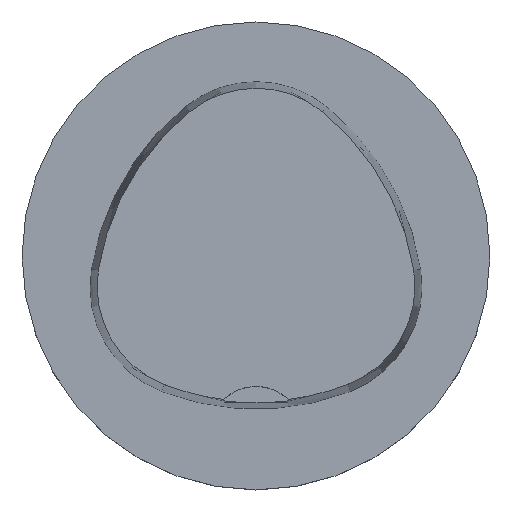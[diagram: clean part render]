
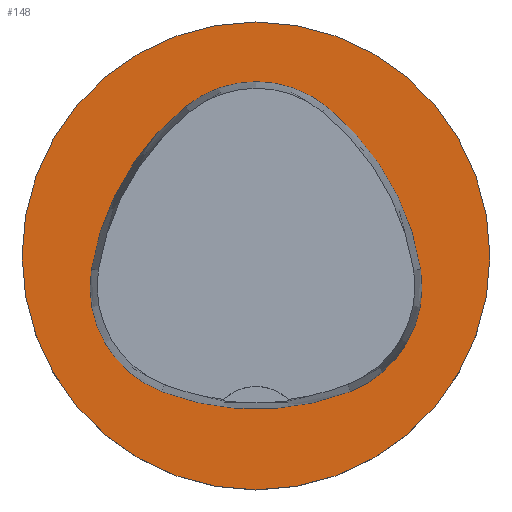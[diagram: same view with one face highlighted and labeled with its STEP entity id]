
A CAD part, top view. The second image highlights one B-rep face of the part: STEP entity #148.
In plain terms, the highlighted planar face has unit normal (0, 0, 1).
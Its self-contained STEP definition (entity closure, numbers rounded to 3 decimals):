
#106=PLANE('',#343);
#148=ADVANCED_FACE('',(#160,#161),#106,.T.);
#160=FACE_BOUND('',#177,.T.);
#161=FACE_BOUND('',#178,.T.);
#177=EDGE_LOOP('',(#226,#227,#228,#229,#230,#231));
#178=EDGE_LOOP('',(#232));
#226=ORIENTED_EDGE('',*,*,#289,.T.);
#227=ORIENTED_EDGE('',*,*,#269,.T.);
#228=ORIENTED_EDGE('',*,*,#273,.T.);
#229=ORIENTED_EDGE('',*,*,#276,.T.);
#230=ORIENTED_EDGE('',*,*,#279,.T.);
#231=ORIENTED_EDGE('',*,*,#287,.T.);
#232=ORIENTED_EDGE('',*,*,#267,.F.);
#246=VERTEX_POINT('',#436);
#248=VERTEX_POINT('',#441);
#249=VERTEX_POINT('',#442);
#252=VERTEX_POINT('',#450);
#254=VERTEX_POINT('',#456);
#256=VERTEX_POINT('',#462);
#263=VERTEX_POINT('',#483);
#267=EDGE_CURVE('',#246,#246,#296,.T.);
#269=EDGE_CURVE('',#248,#249,#298,.T.);
#273=EDGE_CURVE('',#249,#252,#300,.T.);
#276=EDGE_CURVE('',#252,#254,#302,.T.);
#279=EDGE_CURVE('',#254,#256,#304,.T.);
#287=EDGE_CURVE('',#256,#263,#308,.T.);
#289=EDGE_CURVE('',#263,#248,#310,.T.);
#296=CIRCLE('',#318,25.0);
#298=CIRCLE('',#321,28.0);
#300=CIRCLE('',#324,12.0);
#302=CIRCLE('',#327,28.0);
#304=CIRCLE('',#330,12.0);
#308=CIRCLE('',#335,28.0);
#310=CIRCLE('',#338,12.0);
#318=AXIS2_PLACEMENT_3D('',#435,#356,#357);
#321=AXIS2_PLACEMENT_3D('',#440,#362,#363);
#324=AXIS2_PLACEMENT_3D('',#449,#370,#371);
#327=AXIS2_PLACEMENT_3D('',#455,#377,#378);
#330=AXIS2_PLACEMENT_3D('',#461,#384,#385);
#335=AXIS2_PLACEMENT_3D('',#484,#396,#397);
#338=AXIS2_PLACEMENT_3D('',#487,#402,#403);
#343=AXIS2_PLACEMENT_3D('',#492,#412,#413);
#356=DIRECTION('',(0.0,0.0,-1.0));
#357=DIRECTION('',(-1.0,0.0,0.0));
#362=DIRECTION('',(0.0,0.0,-1.0));
#363=DIRECTION('',(-1.0,0.0,0.0));
#370=DIRECTION('',(0.0,0.0,-1.0));
#371=DIRECTION('',(-1.0,0.0,0.0));
#377=DIRECTION('',(0.0,0.0,-1.0));
#378=DIRECTION('',(-1.0,0.0,0.0));
#384=DIRECTION('',(0.0,0.0,-1.0));
#385=DIRECTION('',(-1.0,0.0,0.0));
#396=DIRECTION('',(0.0,0.0,-1.0));
#397=DIRECTION('',(-1.0,0.0,0.0));
#402=DIRECTION('',(0.0,0.0,-1.0));
#403=DIRECTION('',(-1.0,0.0,0.0));
#412=DIRECTION('',(0.0,0.0,1.0));
#413=DIRECTION('',(-1.0,0.0,0.0));
#435=CARTESIAN_POINT('',(0.0,0.0,0.0));
#436=CARTESIAN_POINT('',(-25.0,0.0,0.0));
#440=CARTESIAN_POINT('',(10.068,-5.824,0.0));
#441=CARTESIAN_POINT('',(-17.584,-1.424,0.0));
#442=CARTESIAN_POINT('',(-7.531,15.953,0.0));
#449=CARTESIAN_POINT('',(0.011,6.62,0.0));
#450=CARTESIAN_POINT('',(7.567,15.942,0.0));
#455=CARTESIAN_POINT('',(-10.063,-5.81,0.0));
#456=CARTESIAN_POINT('',(17.59,-1.418,0.0));
#461=CARTESIAN_POINT('',(5.739,-3.3,0.0));
#462=CARTESIAN_POINT('',(10.05,-14.499,0.0));
#483=CARTESIAN_POINT('',(-10.025,-14.516,0.0));
#484=CARTESIAN_POINT('',(-0.01,11.631,0.0));
#487=CARTESIAN_POINT('',(-5.733,-3.31,0.0));
#492=CARTESIAN_POINT('',(0.0,0.0,0.0));
